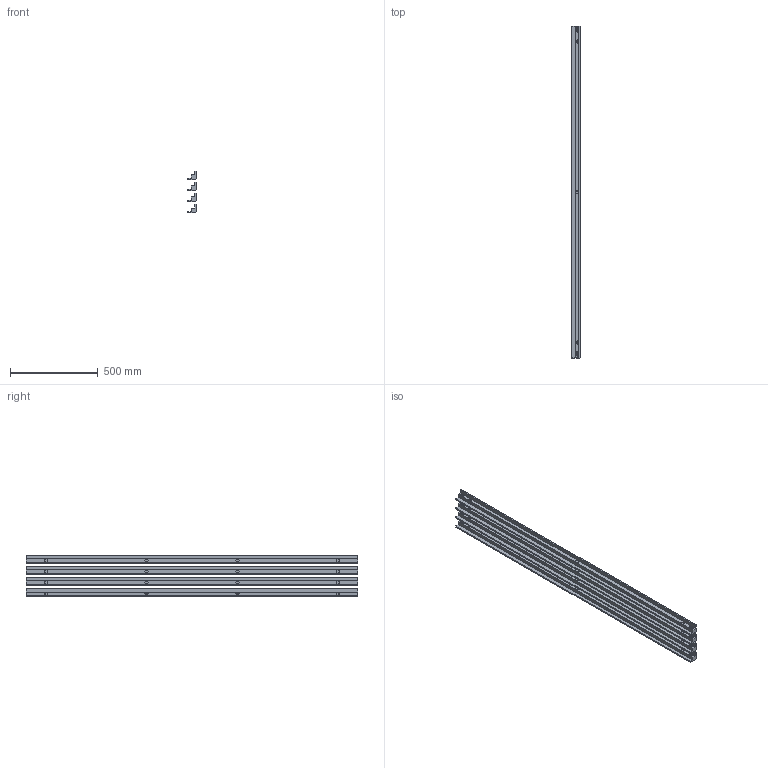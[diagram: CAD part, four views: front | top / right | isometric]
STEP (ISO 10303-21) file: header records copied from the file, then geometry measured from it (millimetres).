
FILE_DESCRIPTION (( 'STEP AP214' ), '1' );
FILE_NAME ('MTK200-4.STEP', '2021-06-29T13:47:08', ( '' ), ( '' ), 'SwSTEP 2.0', 'SolidWorks 2021', '' );
FILE_SCHEMA (( 'AUTOMOTIVE_DESIGN' ));
Length unit declared in the file: inch
Products named in the file (1): MTK200-4
Bounding box: 48.5 x 1896 x 239 mm (x, y, z)
Volume: 7898189.9 mm3; surface area: 1501276.5 mm2
Topology: 4 solids, 4 shells, 4488 faces, 9564 edges, 6376 vertices
Faces by surface type: plane 3816, cylinder 672
Full cylindrical faces by diameter (mm): 0.25 x56, 4.25 x600, 9 x16
Entity records: 116265 total; most frequent: CARTESIAN_POINT 19757, DIRECTION 19214, ORIENTED_EDGE 17784, EDGE_CURVE 8892, VECTOR 7548, LINE 7548, EDGE_LOOP 6452, VERTEX_POINT 6376
